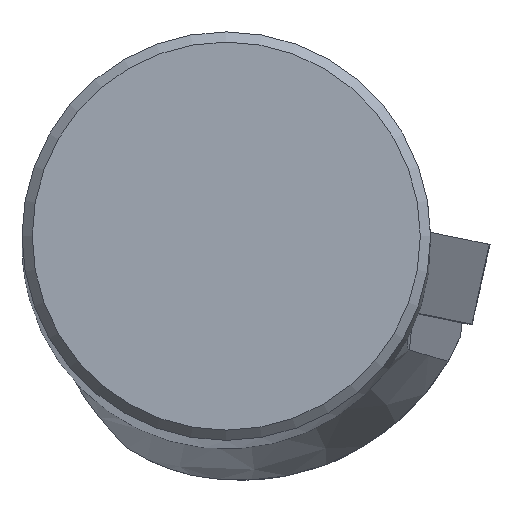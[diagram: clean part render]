
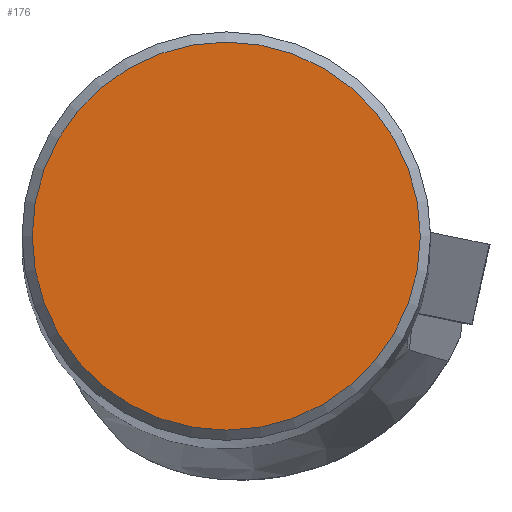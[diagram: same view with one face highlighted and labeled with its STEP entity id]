
A CAD part, top view. The second image highlights one B-rep face of the part: STEP entity #176.
In plain terms, the highlighted planar face has unit normal (0, 0, 1).
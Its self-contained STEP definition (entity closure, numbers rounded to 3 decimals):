
#140=FACE_OUTER_BOUND('',#341,.T.);
#176=ADVANCED_FACE('',(#140),#203,.T.);
#203=PLANE('',#869);
#341=EDGE_LOOP('',(#479));
#479=ORIENTED_EDGE('',*,*,#683,.F.);
#603=VERTEX_POINT('',#1449);
#683=EDGE_CURVE('',#603,#603,#726,.T.);
#726=CIRCLE('',#868,9.491);
#868=AXIS2_PLACEMENT_3D('',#1448,#1049,#1050);
#869=AXIS2_PLACEMENT_3D('',#1450,#1051,#1052);
#1049=DIRECTION('',(0.,0.,-1.));
#1050=DIRECTION('',(-1.,0.,0.));
#1051=DIRECTION('',(0.,0.,1.));
#1052=DIRECTION('',(-1.,0.,0.));
#1448=CARTESIAN_POINT('',(0.,0.,0.));
#1449=CARTESIAN_POINT('',(-9.491,0.,0.));
#1450=CARTESIAN_POINT('',(0.,0.,0.));
